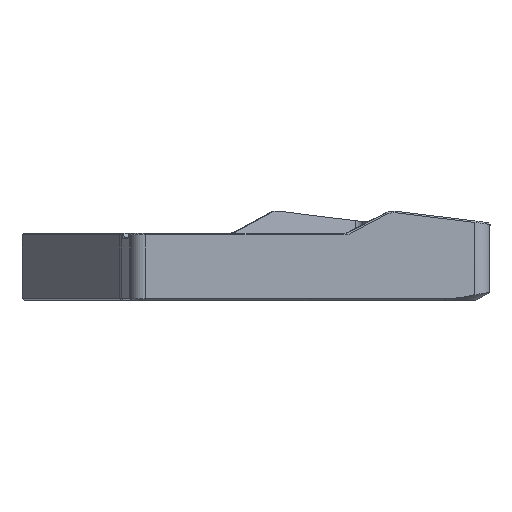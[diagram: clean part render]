
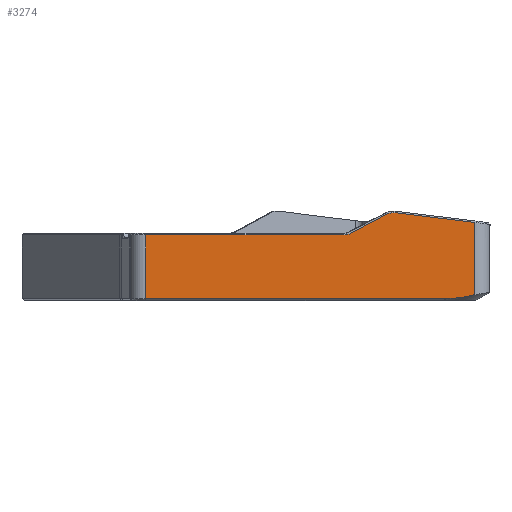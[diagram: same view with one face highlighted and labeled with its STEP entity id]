
A CAD part, left-side view. The second image highlights one B-rep face of the part: STEP entity #3274.
In plain terms, the highlighted face is planar.
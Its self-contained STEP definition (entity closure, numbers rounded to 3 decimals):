
#88=ELLIPSE('',#3519,24.472,10.4);
#114=B_SPLINE_CURVE_WITH_KNOTS('',3,(#4902,#4903,#4904,#4905),
 .UNSPECIFIED.,.F.,.F.,(4,4),(-1.693,-1.681),
 .UNSPECIFIED.);
#115=B_SPLINE_CURVE_WITH_KNOTS('',3,(#4909,#4910,#4911,#4912),
 .UNSPECIFIED.,.F.,.F.,(4,4),(1.681,1.693),
 .UNSPECIFIED.);
#116=B_SPLINE_CURVE_WITH_KNOTS('',3,(#4914,#4915,#4916,#4917),
 .UNSPECIFIED.,.F.,.F.,(4,4),(1.082,1.681),
 .UNSPECIFIED.);
#117=B_SPLINE_CURVE_WITH_KNOTS('',3,(#4919,#4920,#4921,#4922),
 .UNSPECIFIED.,.F.,.F.,(4,4),(-0.276,-0.272),
 .UNSPECIFIED.);
#118=B_SPLINE_CURVE_WITH_KNOTS('',3,(#4926,#4927,#4928,#4929),
 .UNSPECIFIED.,.F.,.F.,(4,4),(-1.093,-1.082),
 .UNSPECIFIED.);
#119=B_SPLINE_CURVE_WITH_KNOTS('',3,(#4931,#4932,#4933,#4934),
 .UNSPECIFIED.,.F.,.F.,(4,4),(-1.571,-1.093),
 .UNSPECIFIED.);
#120=B_SPLINE_CURVE_WITH_KNOTS('',3,(#4936,#4937,#4938,#4939),
 .UNSPECIFIED.,.F.,.F.,(4,4),(-1.201,-1.196),
 .UNSPECIFIED.);
#163=LINE('',#4784,#476);
#187=LINE('',#4872,#500);
#188=LINE('',#4899,#501);
#189=LINE('',#4907,#502);
#190=LINE('',#4924,#503);
#191=LINE('',#4940,#504);
#476=VECTOR('',#3849,10.);
#500=VECTOR('',#3913,10.);
#501=VECTOR('',#3918,10.);
#502=VECTOR('',#3921,10.);
#503=VECTOR('',#3922,10.);
#504=VECTOR('',#3923,10.);
#862=FACE_OUTER_BOUND('',#1068,.T.);
#1068=EDGE_LOOP('',(#2252,#2253,#2254,#2255,#2256,#2257,#2258,#2259,#2260,
#2261,#2262,#2263,#2264,#2265));
#1390=VERTEX_POINT('',#4781);
#1391=VERTEX_POINT('',#4783);
#1418=VERTEX_POINT('',#4870);
#1419=VERTEX_POINT('',#4871);
#1422=VERTEX_POINT('',#4898);
#1423=VERTEX_POINT('',#4901);
#1424=VERTEX_POINT('',#4906);
#1425=VERTEX_POINT('',#4908);
#1426=VERTEX_POINT('',#4913);
#1427=VERTEX_POINT('',#4918);
#1428=VERTEX_POINT('',#4923);
#1429=VERTEX_POINT('',#4925);
#1430=VERTEX_POINT('',#4930);
#1431=VERTEX_POINT('',#4935);
#1696=EDGE_CURVE('',#1390,#1391,#163,.T.);
#1733=EDGE_CURVE('',#1418,#1419,#187,.T.);
#1738=EDGE_CURVE('',#1422,#1390,#188,.T.);
#1739=EDGE_CURVE('',#1419,#1422,#88,.T.);
#1740=EDGE_CURVE('',#1423,#1418,#114,.T.);
#1741=EDGE_CURVE('',#1424,#1423,#189,.T.);
#1742=EDGE_CURVE('',#1425,#1424,#115,.T.);
#1743=EDGE_CURVE('',#1426,#1425,#116,.T.);
#1744=EDGE_CURVE('',#1427,#1426,#117,.T.);
#1745=EDGE_CURVE('',#1428,#1427,#190,.T.);
#1746=EDGE_CURVE('',#1429,#1428,#118,.T.);
#1747=EDGE_CURVE('',#1430,#1429,#119,.T.);
#1748=EDGE_CURVE('',#1431,#1430,#120,.T.);
#1749=EDGE_CURVE('',#1391,#1431,#191,.T.);
#2252=ORIENTED_EDGE('',*,*,#1696,.F.);
#2253=ORIENTED_EDGE('',*,*,#1738,.F.);
#2254=ORIENTED_EDGE('',*,*,#1739,.F.);
#2255=ORIENTED_EDGE('',*,*,#1733,.F.);
#2256=ORIENTED_EDGE('',*,*,#1740,.F.);
#2257=ORIENTED_EDGE('',*,*,#1741,.F.);
#2258=ORIENTED_EDGE('',*,*,#1742,.F.);
#2259=ORIENTED_EDGE('',*,*,#1743,.F.);
#2260=ORIENTED_EDGE('',*,*,#1744,.F.);
#2261=ORIENTED_EDGE('',*,*,#1745,.F.);
#2262=ORIENTED_EDGE('',*,*,#1746,.F.);
#2263=ORIENTED_EDGE('',*,*,#1747,.F.);
#2264=ORIENTED_EDGE('',*,*,#1748,.F.);
#2265=ORIENTED_EDGE('',*,*,#1749,.F.);
#3163=PLANE('',#3518);
#3274=ADVANCED_FACE('',(#862),#3163,.T.);
#3518=AXIS2_PLACEMENT_3D('',#4897,#3916,#3917);
#3519=AXIS2_PLACEMENT_3D('',#4900,#3919,#3920);
#3849=DIRECTION('',(0.032,-0.122,-0.992));
#3913=DIRECTION('',(-0.032,0.122,0.992));
#3916=DIRECTION('center_axis',(0.999,0.002,0.032));
#3917=DIRECTION('ref_axis',(0.002,0.993,-0.122));
#3918=DIRECTION('',(0.002,0.993,-0.122));
#3919=DIRECTION('center_axis',(-0.999,-0.002,-0.032));
#3920=DIRECTION('ref_axis',(-0.013,0.934,0.358));
#3921=DIRECTION('',(-0.006,-0.97,0.241));
#3922=DIRECTION('',(0.013,-0.935,-0.355));
#3923=DIRECTION('',(-0.002,-0.993,0.122));
#4781=CARTESIAN_POINT('',(-45.629,-47.638,2.389));
#4783=CARTESIAN_POINT('',(-45.097,-49.655,-13.979));
#4784=CARTESIAN_POINT('',(-45.39,-48.542,-4.952));
#4870=CARTESIAN_POINT('',(-45.16,-134.609,-6.76));
#4871=CARTESIAN_POINT('',(-45.764,-132.321,11.815));
#4872=CARTESIAN_POINT('',(-45.509,-133.287,3.974));
#4897=CARTESIAN_POINT('Origin',(-45.565,-137.073,5.951));
#4898=CARTESIAN_POINT('',(-45.782,-125.059,11.923));
#4899=CARTESIAN_POINT('',(-45.75,-109.026,9.949));
#4900=CARTESIAN_POINT('Origin',(-45.335,-140.584,-0.976));
#4901=CARTESIAN_POINT('',(-45.16,-134.562,-6.771));
#4902=CARTESIAN_POINT('Ctrl Pts',(-45.16,-134.562,-6.771));
#4903=CARTESIAN_POINT('Ctrl Pts',(-45.16,-134.578,-6.767));
#4904=CARTESIAN_POINT('Ctrl Pts',(-45.16,-134.594,-6.764));
#4905=CARTESIAN_POINT('Ctrl Pts',(-45.16,-134.609,-6.76));
#4906=CARTESIAN_POINT('',(-45.039,-114.526,-11.754));
#4907=CARTESIAN_POINT('',(-45.026,-112.449,-12.271));
#4908=CARTESIAN_POINT('',(-45.039,-114.483,-11.765));
#4909=CARTESIAN_POINT('Ctrl Pts',(-45.039,-114.483,-11.765));
#4910=CARTESIAN_POINT('Ctrl Pts',(-45.039,-114.498,-11.761));
#4911=CARTESIAN_POINT('Ctrl Pts',(-45.039,-114.512,-11.758));
#4912=CARTESIAN_POINT('Ctrl Pts',(-45.039,-114.526,-11.754));
#4913=CARTESIAN_POINT('',(-45.047,-112.346,-11.625));
#4914=CARTESIAN_POINT('Ctrl Pts',(-45.047,-112.346,-11.625));
#4915=CARTESIAN_POINT('Ctrl Pts',(-45.038,-113.022,-11.882));
#4916=CARTESIAN_POINT('Ctrl Pts',(-45.035,-113.778,-11.931));
#4917=CARTESIAN_POINT('Ctrl Pts',(-45.039,-114.483,-11.765));
#4918=CARTESIAN_POINT('',(-45.048,-112.305,-11.609));
#4919=CARTESIAN_POINT('Ctrl Pts',(-45.048,-112.305,-11.609));
#4920=CARTESIAN_POINT('Ctrl Pts',(-45.048,-112.319,-11.615));
#4921=CARTESIAN_POINT('Ctrl Pts',(-45.048,-112.332,-11.62));
#4922=CARTESIAN_POINT('Ctrl Pts',(-45.047,-112.346,-11.625));
#4923=CARTESIAN_POINT('',(-45.185,-102.703,-7.964));
#4924=CARTESIAN_POINT('',(-45.011,-114.889,-12.59));
#4925=CARTESIAN_POINT('',(-45.185,-102.658,-7.947));
#4926=CARTESIAN_POINT('Ctrl Pts',(-45.185,-102.658,-7.947));
#4927=CARTESIAN_POINT('Ctrl Pts',(-45.185,-102.673,-7.953));
#4928=CARTESIAN_POINT('Ctrl Pts',(-45.185,-102.688,-7.958));
#4929=CARTESIAN_POINT('Ctrl Pts',(-45.185,-102.703,-7.964));
#4930=CARTESIAN_POINT('',(-45.197,-100.577,-7.708));
#4931=CARTESIAN_POINT('Ctrl Pts',(-45.197,-100.577,-7.708));
#4932=CARTESIAN_POINT('Ctrl Pts',(-45.199,-101.277,-7.622));
#4933=CARTESIAN_POINT('Ctrl Pts',(-45.195,-101.997,-7.704));
#4934=CARTESIAN_POINT('Ctrl Pts',(-45.185,-102.658,-7.947));
#4935=CARTESIAN_POINT('',(-45.197,-100.528,-7.714));
#4936=CARTESIAN_POINT('Ctrl Pts',(-45.197,-100.528,-7.714));
#4937=CARTESIAN_POINT('Ctrl Pts',(-45.197,-100.545,-7.712));
#4938=CARTESIAN_POINT('Ctrl Pts',(-45.197,-100.561,-7.71));
#4939=CARTESIAN_POINT('Ctrl Pts',(-45.197,-100.577,-7.708));
#4940=CARTESIAN_POINT('',(-45.221,-112.444,-6.246));
